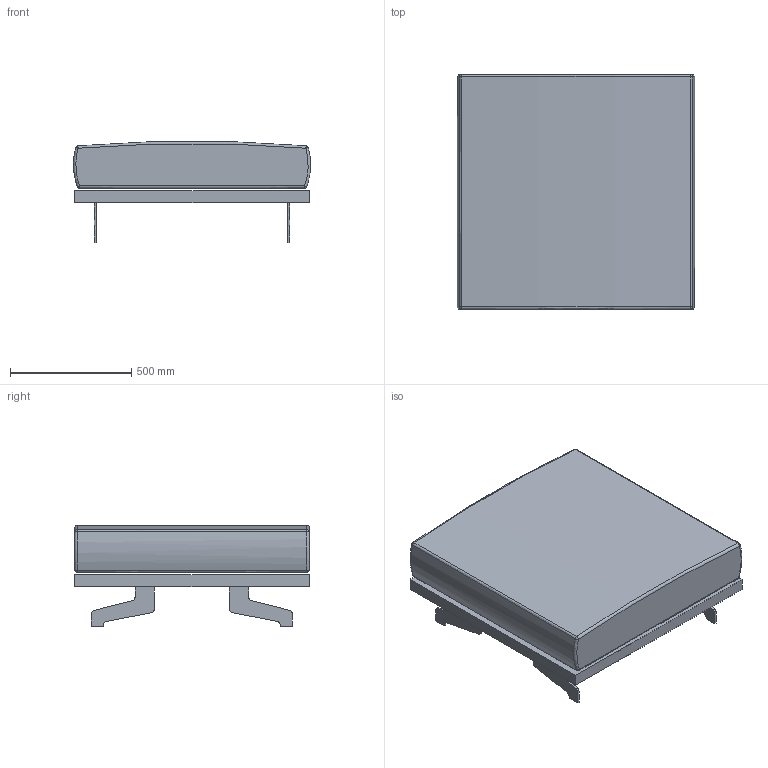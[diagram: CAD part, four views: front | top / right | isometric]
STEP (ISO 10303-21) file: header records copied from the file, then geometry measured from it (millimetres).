
FILE_DESCRIPTION(/* description */ (''),/* implementation_level */ '2;1');
FILE_NAME(/* name */ '470 Fancy pouf',/* time_stamp */ '2013-12-12T17:14:10+01:00',/* author */ (''),/* organization */ (''),/* preprocessor_version */ 'ST-DEVELOPER v10',/* originating_system */ '',/* authorisation */ '');
FILE_SCHEMA (('CONFIG_CONTROL_DESIGN'));
Length unit declared in the file: centimetre
Products named in the file (1): 1
Bounding box: 980.12 x 970 x 419.32 mm (x, y, z)
Volume: 224441891.7 mm3; surface area: 4793742.2 mm2
Topology: 6 solids, 6 shells, 56 faces, 108 edges, 64 vertices
Faces by surface type: bspline 56
Entity records: 1895 total; most frequent: CARTESIAN_POINT 1192, ORIENTED_EDGE 216, EDGE_CURVE 108, VERTEX_POINT 64, ADVANCED_FACE 56, FACE_OUTER_BOUND 56, EDGE_LOOP 56, B_SPLINE_CURVE_WITH_KNOTS 28
